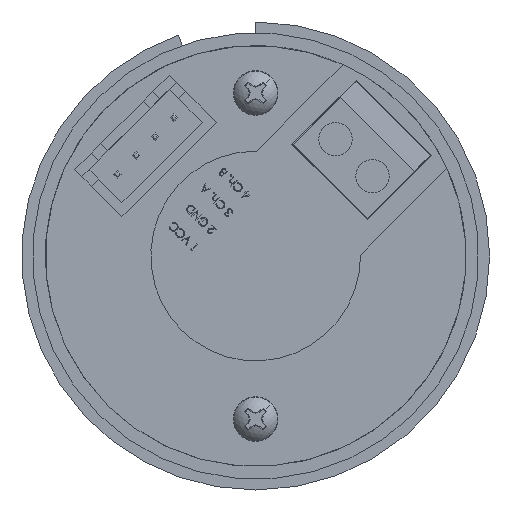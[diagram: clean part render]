
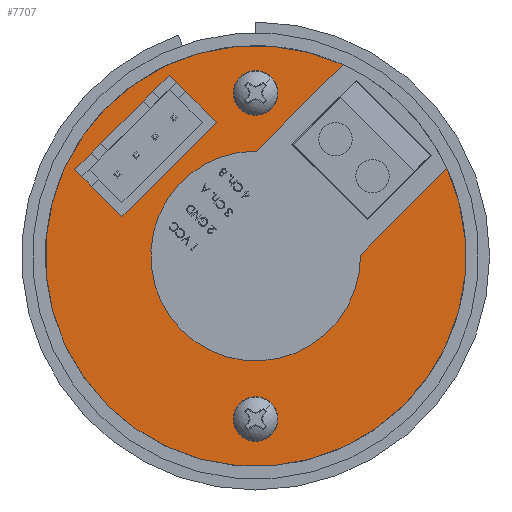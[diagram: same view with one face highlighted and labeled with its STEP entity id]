
A CAD part, left-side view. The second image highlights one B-rep face of the part: STEP entity #7707.
In plain terms, the highlighted planar face has unit normal (-1, 0, 0).
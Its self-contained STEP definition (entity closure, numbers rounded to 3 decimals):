
#73 = CARTESIAN_POINT ( 'NONE',  ( -86.704, 45.261, 11.226 ) ) ;
#471 = CARTESIAN_POINT ( 'NONE',  ( -86.704, 33.362, 14.145 ) ) ;
#940 = LINE ( 'NONE', #9902, #17688 ) ;
#1044 = CARTESIAN_POINT ( 'NONE',  ( -86.704, 29.636, 1.438 ) ) ;
#1115 = LINE ( 'NONE', #11853, #15081 ) ;
#1208 = EDGE_LOOP ( 'NONE', ( #21977, #27834, #14079, #4488, #16824, #26960, #28920, #5051, #6204, #22659, #23171, #1762 ) ) ;
#1315 = CARTESIAN_POINT ( 'NONE',  ( -86.704, 29.636, 1.438 ) ) ;
#1520 = VERTEX_POINT ( 'NONE', #8899 ) ;
#1760 = LINE ( 'NONE', #6178, #27519 ) ;
#1762 = ORIENTED_EDGE ( 'NONE', *, *, #16383, .F. ) ;
#2053 = VERTEX_POINT ( 'NONE', #14962 ) ;
#2116 = DIRECTION ( 'NONE',  ( 0., -0.707, -0.707 ) ) ;
#2274 = CIRCLE ( 'NONE', #4168, 9.97 ) ;
#2338 = VERTEX_POINT ( 'NONE', #15962 ) ;
#2347 = EDGE_CURVE ( 'NONE', #18997, #15342, #26675, .T. ) ;
#2499 = DIRECTION ( 'NONE',  ( 0., -0.707, 0.707 ) ) ;
#2570 = LINE ( 'NONE', #9049, #24702 ) ;
#2621 = ORIENTED_EDGE ( 'NONE', *, *, #13203, .T. ) ;
#3166 = EDGE_CURVE ( 'NONE', #1520, #8497, #2570, .T. ) ;
#3553 = LINE ( 'NONE', #19135, #11670 ) ;
#3713 = VECTOR ( 'NONE', #14338, 1000. ) ;
#4113 = EDGE_LOOP ( 'NONE', ( #14878, #24973, #22782, #17062, #2621, #10135 ) ) ;
#4168 = AXIS2_PLACEMENT_3D ( 'NONE', #13081, #6333, #15285 ) ;
#4383 = LINE ( 'NONE', #24525, #6239 ) ;
#4403 = FACE_BOUND ( 'NONE', #1208, .T. ) ;
#4436 = DIRECTION ( 'NONE',  ( 0., 0.707, -0.707 ) ) ;
#4488 = ORIENTED_EDGE ( 'NONE', *, *, #17277, .F. ) ;
#4548 = CARTESIAN_POINT ( 'NONE',  ( -86.704, 29.636, 1.438 ) ) ;
#4667 = DIRECTION ( 'NONE',  ( 0., 0.707, -0.707 ) ) ;
#4690 = PLANE ( 'NONE',  #20923 ) ;
#5051 = ORIENTED_EDGE ( 'NONE', *, *, #19938, .F. ) ;
#5276 = AXIS2_PLACEMENT_3D ( 'NONE', #1044, #5747, #21767 ) ;
#5664 = CARTESIAN_POINT ( 'NONE',  ( -86.704, 29.636, 1.438 ) ) ;
#5747 = DIRECTION ( 'NONE',  ( -1., 0., 0. ) ) ;
#5868 = DIRECTION ( 'NONE',  ( 0., -0.707, 0.707 ) ) ;
#6178 = CARTESIAN_POINT ( 'NONE',  ( -86.704, 33.362, 14.145 ) ) ;
#6204 = ORIENTED_EDGE ( 'NONE', *, *, #21026, .F. ) ;
#6239 = VECTOR ( 'NONE', #4667, 1000. ) ;
#6333 = DIRECTION ( 'NONE',  ( -1., 0., 0. ) ) ;
#6622 = LINE ( 'NONE', #8975, #26404 ) ;
#7099 = VERTEX_POINT ( 'NONE', #16216 ) ;
#7144 = VERTEX_POINT ( 'NONE', #21077 ) ;
#7195 = EDGE_CURVE ( 'NONE', #14991, #27144, #940, .T. ) ;
#7369 = CARTESIAN_POINT ( 'NONE',  ( -86.704, 46.833, 9.655 ) ) ;
#7474 = VERTEX_POINT ( 'NONE', #7369 ) ;
#7707 = ADVANCED_FACE ( 'NONE', ( #4403, #24403 ), #4690, .T. ) ;
#7711 = DIRECTION ( 'NONE',  ( -1., 0., 0. ) ) ;
#8109 = CARTESIAN_POINT ( 'NONE',  ( -86.704, 44.363, 12.124 ) ) ;
#8221 = VERTEX_POINT ( 'NONE', #471 ) ;
#8323 = EDGE_CURVE ( 'NONE', #19476, #14991, #1760, .T. ) ;
#8497 = VERTEX_POINT ( 'NONE', #20826 ) ;
#8708 = LINE ( 'NONE', #11476, #27770 ) ;
#8755 = DIRECTION ( 'NONE',  ( 0., 0.707, -0.707 ) ) ;
#8899 = CARTESIAN_POINT ( 'NONE',  ( -86.704, 21.321, 19.631 ) ) ;
#8975 = CARTESIAN_POINT ( 'NONE',  ( -86.704, 42.343, 5.165 ) ) ;
#9049 = CARTESIAN_POINT ( 'NONE',  ( -86.704, 29.545, 11.407 ) ) ;
#9807 = CARTESIAN_POINT ( 'NONE',  ( -86.704, 40.322, 16.166 ) ) ;
#9812 = VECTOR ( 'NONE', #25306, 1000. ) ;
#9902 = CARTESIAN_POINT ( 'NONE',  ( -86.704, 46.833, 9.655 ) ) ;
#10135 = ORIENTED_EDGE ( 'NONE', *, *, #29063, .T. ) ;
#10266 = LINE ( 'NONE', #16882, #14041 ) ;
#10311 = DIRECTION ( 'NONE',  ( 0., -0.707, 0.707 ) ) ;
#10421 = CIRCLE ( 'NONE', #5276, 9.97 ) ;
#10720 = DIRECTION ( 'NONE',  ( 0., 0.707, 0.707 ) ) ;
#11476 = CARTESIAN_POINT ( 'NONE',  ( -86.704, 46.833, 9.655 ) ) ;
#11670 = VECTOR ( 'NONE', #21486, 1000. ) ;
#11853 = CARTESIAN_POINT ( 'NONE',  ( -86.704, 42.343, 14.145 ) ) ;
#12137 = DIRECTION ( 'NONE',  ( 0., 0.707, -0.707 ) ) ;
#12729 = CARTESIAN_POINT ( 'NONE',  ( -86.704, 25.145, 5.928 ) ) ;
#12985 = CARTESIAN_POINT ( 'NONE',  ( -86.704, 36.281, 17.064 ) ) ;
#13081 = CARTESIAN_POINT ( 'NONE',  ( -86.704, 29.636, 1.438 ) ) ;
#13203 = EDGE_CURVE ( 'NONE', #1520, #7099, #15301, .T. ) ;
#13982 = CARTESIAN_POINT ( 'NONE',  ( -86.704, 45.261, 8.083 ) ) ;
#14041 = VECTOR ( 'NONE', #23805, 1000. ) ;
#14079 = ORIENTED_EDGE ( 'NONE', *, *, #27717, .F. ) ;
#14338 = DIRECTION ( 'NONE',  ( 0., 0.707, -0.707 ) ) ;
#14392 = DIRECTION ( 'NONE',  ( -1., 0., 0. ) ) ;
#14570 = LINE ( 'NONE', #23557, #16395 ) ;
#14878 = ORIENTED_EDGE ( 'NONE', *, *, #28487, .F. ) ;
#14962 = CARTESIAN_POINT ( 'NONE',  ( -86.704, 46.159, 8.981 ) ) ;
#14991 = VERTEX_POINT ( 'NONE', #17305 ) ;
#15081 = VECTOR ( 'NONE', #12137, 1000. ) ;
#15285 = DIRECTION ( 'NONE',  ( 0., -0.707, 0.707 ) ) ;
#15301 = CIRCLE ( 'NONE', #21946, 20.003 ) ;
#15342 = VERTEX_POINT ( 'NONE', #26257 ) ;
#15962 = CARTESIAN_POINT ( 'NONE',  ( -86.704, 36.685, -5.612 ) ) ;
#16116 = VERTEX_POINT ( 'NONE', #21473 ) ;
#16216 = CARTESIAN_POINT ( 'NONE',  ( -86.704, 43.779, -12.706 ) ) ;
#16383 = EDGE_CURVE ( 'NONE', #27144, #27623, #19051, .T. ) ;
#16395 = VECTOR ( 'NONE', #10311, 1000. ) ;
#16669 = DIRECTION ( 'NONE',  ( 0., -0.707, 0.707 ) ) ;
#16824 = ORIENTED_EDGE ( 'NONE', *, *, #22320, .F. ) ;
#16882 = CARTESIAN_POINT ( 'NONE',  ( -86.704, 33.362, 14.145 ) ) ;
#17062 = ORIENTED_EDGE ( 'NONE', *, *, #3166, .F. ) ;
#17269 = CIRCLE ( 'NONE', #23394, 20.003 ) ;
#17277 = EDGE_CURVE ( 'NONE', #8221, #19660, #10266, .T. ) ;
#17305 = CARTESIAN_POINT ( 'NONE',  ( -86.704, 37.853, 18.635 ) ) ;
#17358 = VECTOR ( 'NONE', #21848, 1000. ) ;
#17688 = VECTOR ( 'NONE', #20793, 1000. ) ;
#18307 = CARTESIAN_POINT ( 'NONE',  ( -86.704, 37.179, 17.962 ) ) ;
#18684 = LINE ( 'NONE', #27518, #9812 ) ;
#18997 = VERTEX_POINT ( 'NONE', #13982 ) ;
#19051 = LINE ( 'NONE', #28036, #3713 ) ;
#19135 = CARTESIAN_POINT ( 'NONE',  ( -86.704, 42.343, 5.165 ) ) ;
#19476 = VERTEX_POINT ( 'NONE', #18307 ) ;
#19660 = VERTEX_POINT ( 'NONE', #12985 ) ;
#19938 = EDGE_CURVE ( 'NONE', #7474, #2053, #3553, .T. ) ;
#20501 = EDGE_CURVE ( 'NONE', #28507, #21570, #1115, .T. ) ;
#20793 = DIRECTION ( 'NONE',  ( 0., 0.707, -0.707 ) ) ;
#20826 = CARTESIAN_POINT ( 'NONE',  ( -86.704, 29.545, 11.407 ) ) ;
#20923 = AXIS2_PLACEMENT_3D ( 'NONE', #4548, #22774, #24981 ) ;
#21026 = EDGE_CURVE ( 'NONE', #21570, #7474, #8708, .T. ) ;
#21077 = CARTESIAN_POINT ( 'NONE',  ( -86.704, 11.443, 9.752 ) ) ;
#21234 = EDGE_CURVE ( 'NONE', #8497, #2338, #10421, .T. ) ;
#21473 = CARTESIAN_POINT ( 'NONE',  ( -86.704, 19.666, 1.529 ) ) ;
#21486 = DIRECTION ( 'NONE',  ( 0., -0.707, -0.707 ) ) ;
#21570 = VERTEX_POINT ( 'NONE', #73 ) ;
#21767 = DIRECTION ( 'NONE',  ( 0., -0.707, 0.707 ) ) ;
#21848 = DIRECTION ( 'NONE',  ( 0., 0.707, 0.707 ) ) ;
#21946 = AXIS2_PLACEMENT_3D ( 'NONE', #1315, #14392, #5868 ) ;
#21977 = ORIENTED_EDGE ( 'NONE', *, *, #7195, .F. ) ;
#22320 = EDGE_CURVE ( 'NONE', #15342, #8221, #6622, .T. ) ;
#22621 = EDGE_CURVE ( 'NONE', #27623, #28507, #4383, .T. ) ;
#22659 = ORIENTED_EDGE ( 'NONE', *, *, #20501, .F. ) ;
#22774 = DIRECTION ( 'NONE',  ( -1., 0., 0. ) ) ;
#22782 = ORIENTED_EDGE ( 'NONE', *, *, #21234, .F. ) ;
#23171 = ORIENTED_EDGE ( 'NONE', *, *, #22621, .F. ) ;
#23394 = AXIS2_PLACEMENT_3D ( 'NONE', #5664, #7711, #16669 ) ;
#23447 = CARTESIAN_POINT ( 'NONE',  ( -86.704, 39.424, 17.064 ) ) ;
#23557 = CARTESIAN_POINT ( 'NONE',  ( -86.704, 19.666, 1.529 ) ) ;
#23805 = DIRECTION ( 'NONE',  ( 0., 0.707, 0.707 ) ) ;
#24083 = VECTOR ( 'NONE', #2116, 1000. ) ;
#24403 = FACE_OUTER_BOUND ( 'NONE', #4113, .T. ) ;
#24468 = CARTESIAN_POINT ( 'NONE',  ( -86.704, 42.343, 5.165 ) ) ;
#24525 = CARTESIAN_POINT ( 'NONE',  ( -86.704, 46.833, 9.655 ) ) ;
#24702 = VECTOR ( 'NONE', #8755, 1000. ) ;
#24973 = ORIENTED_EDGE ( 'NONE', *, *, #25512, .F. ) ;
#24981 = DIRECTION ( 'NONE',  ( 0., -0.707, 0.707 ) ) ;
#25306 = DIRECTION ( 'NONE',  ( 0., -0.707, -0.707 ) ) ;
#25512 = EDGE_CURVE ( 'NONE', #2338, #16116, #2274, .T. ) ;
#26257 = CARTESIAN_POINT ( 'NONE',  ( -86.704, 42.343, 5.165 ) ) ;
#26286 = EDGE_CURVE ( 'NONE', #2053, #18997, #18684, .T. ) ;
#26404 = VECTOR ( 'NONE', #2499, 1000. ) ;
#26675 = LINE ( 'NONE', #24468, #24083 ) ;
#26960 = ORIENTED_EDGE ( 'NONE', *, *, #2347, .F. ) ;
#27144 = VERTEX_POINT ( 'NONE', #23447 ) ;
#27518 = CARTESIAN_POINT ( 'NONE',  ( -86.704, 34.126, -3.052 ) ) ;
#27519 = VECTOR ( 'NONE', #10720, 1000. ) ;
#27623 = VERTEX_POINT ( 'NONE', #9807 ) ;
#27717 = EDGE_CURVE ( 'NONE', #19660, #19476, #28471, .T. ) ;
#27770 = VECTOR ( 'NONE', #4436, 1000. ) ;
#27834 = ORIENTED_EDGE ( 'NONE', *, *, #8323, .F. ) ;
#28036 = CARTESIAN_POINT ( 'NONE',  ( -86.704, 42.343, 14.145 ) ) ;
#28471 = LINE ( 'NONE', #12729, #17358 ) ;
#28487 = EDGE_CURVE ( 'NONE', #16116, #7144, #14570, .T. ) ;
#28507 = VERTEX_POINT ( 'NONE', #8109 ) ;
#28920 = ORIENTED_EDGE ( 'NONE', *, *, #26286, .F. ) ;
#29063 = EDGE_CURVE ( 'NONE', #7099, #7144, #17269, .T. ) ;
